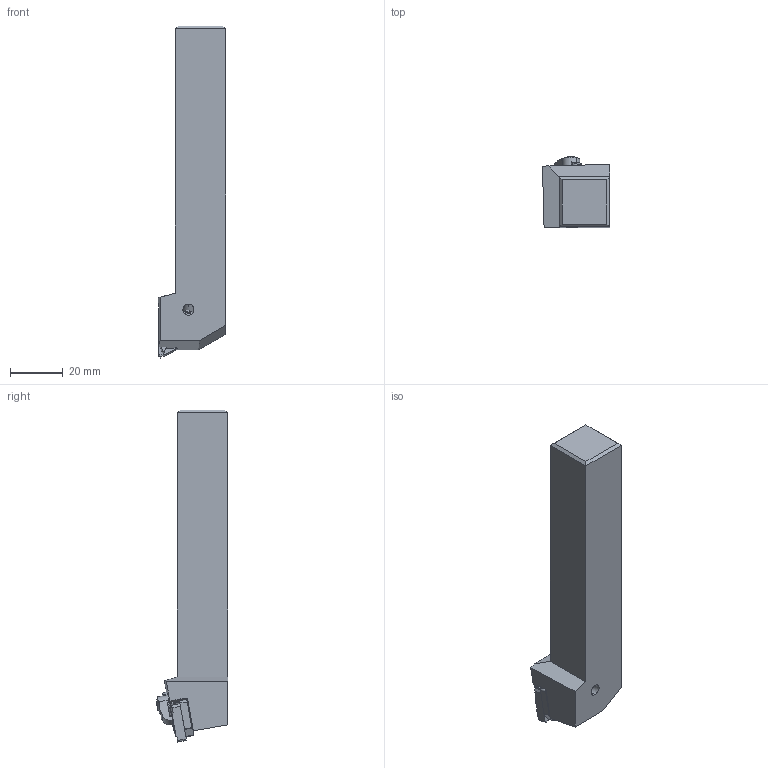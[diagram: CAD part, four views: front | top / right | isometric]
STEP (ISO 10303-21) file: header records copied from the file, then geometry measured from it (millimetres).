
FILE_DESCRIPTION(/* description */ (''),/* implementation_level */ '2;1');
FILE_NAME(/* name */ 'MMTER-123_100ISO-S.stp',/* time_stamp */ '2023-02-08T14:08:22+09:00',/* author */ (''),/* organization */ (''),/* preprocessor_version */ 'ST-DEVELOPER v16',/* originating_system */ 'SIEMENS PLM Software NX 10.0',/* authorisation */ '');
FILE_SCHEMA (('AUTOMOTIVE_DESIGN { 1 0 10303 214 3 1 1 1 }'));
Length unit declared in the file: millimetre
Products named in the file (1): MMTER-123_100ISO-S_ASM
Bounding box: 25.51 x 27.02 x 126.27 mm (x, y, z)
Volume: 46968.4 mm3; surface area: 12134.1 mm2
Topology: 2 solids, 3 shells, 213 faces, 644 edges, 467 vertices
Faces by surface type: plane 112, cylinder 71, cone 22, torus 8
Entity records: 8938 total; most frequent: CARTESIAN_POINT 1571, DIRECTION 1292, ORIENTED_EDGE 1220, EDGE_CURVE 610, AXIS2_PLACEMENT_3D 464, VERTEX_POINT 406, LINE 364, VECTOR 364
